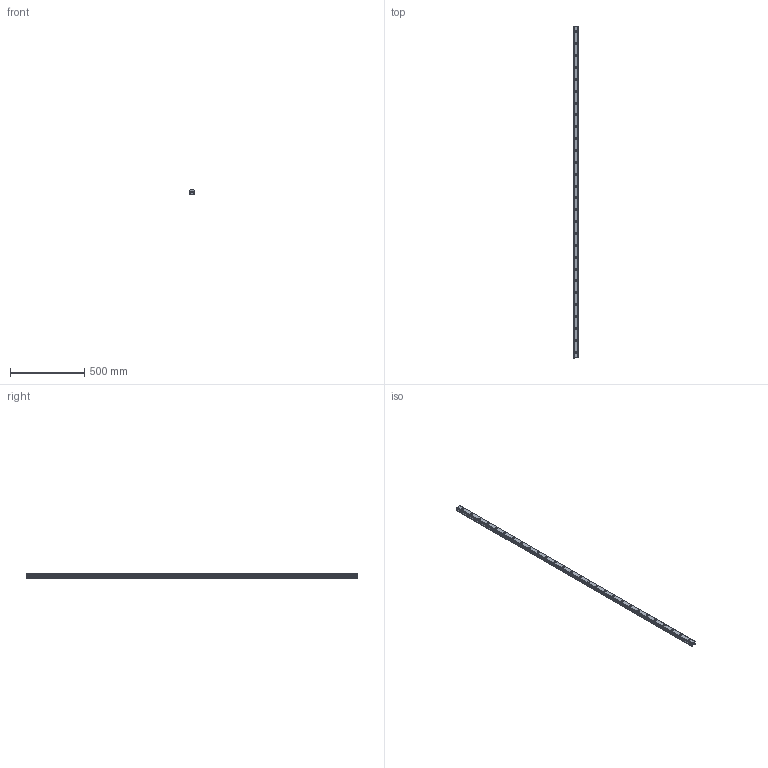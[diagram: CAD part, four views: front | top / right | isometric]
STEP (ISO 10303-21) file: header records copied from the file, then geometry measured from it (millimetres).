
FILE_DESCRIPTION(('STEP AP214'),'1');
FILE_NAME('cctmp_FCDD8FFE-51A2-4CBB-8CAE-B0A86FF66122_2021_02_17_12_17_34_0721..stp','2021-02-17T11:17:34',('HIWIN GmbH'),('CADClick - www.CADClick.com'),'Spatial InterOp 3D',' ','unknown authorization');
FILE_SCHEMA(('AUTOMOTIVE_DESIGN'));
Length unit declared in the file: millimetre
Products named in the file (1): EGR35R2240C_FILE
Bounding box: 34 x 2240 x 27.5 mm (x, y, z)
Volume: 1763818.1 mm3; surface area: 314323.2 mm2
Topology: 1 solids, 1 shells, 359 faces, 807 edges, 538 vertices
Faces by surface type: cylinder 186, plane 173
Entity records: 13049 total; most frequent: DIRECTION 1899, CARTESIAN_POINT 1705, ORIENTED_EDGE 1614, EDGE_CURVE 807, AXIS2_PLACEMENT_3D 732, VERTEX_POINT 538, EDGE_LOOP 447, LINE 435
